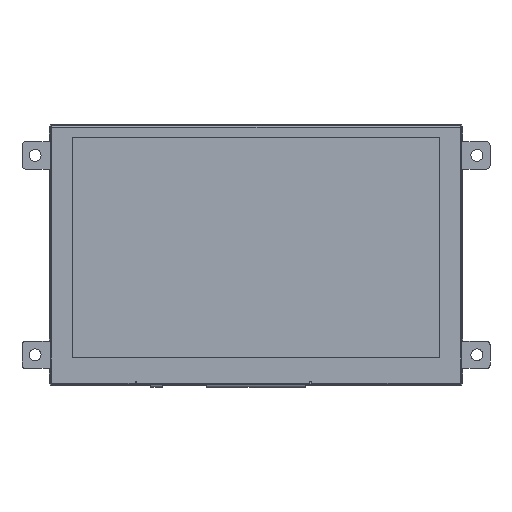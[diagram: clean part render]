
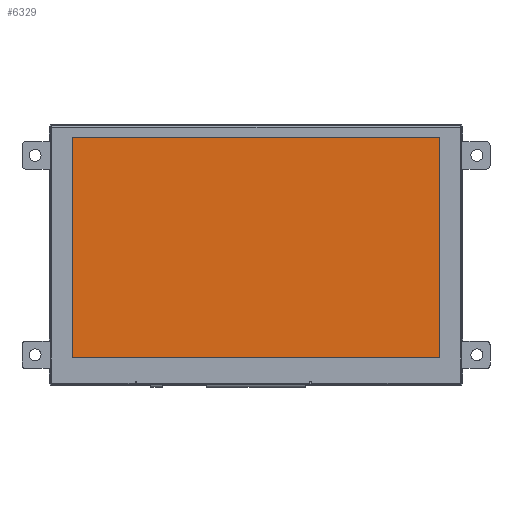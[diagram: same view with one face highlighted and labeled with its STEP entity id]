
A CAD part, top view. The second image highlights one B-rep face of the part: STEP entity #6329.
In plain terms, the highlighted planar face has unit normal (0, 0, 1).
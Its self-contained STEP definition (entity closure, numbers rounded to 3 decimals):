
#245=FACE_OUTER_BOUND('',#574,.T.);
#574=EDGE_LOOP('',(#4661,#4662,#4663,#4664));
#1120=LINE('',#9371,#1958);
#1123=LINE('',#9376,#1961);
#1125=LINE('',#9380,#1963);
#1126=LINE('',#9382,#1964);
#1958=VECTOR('',#7648,10.);
#1961=VECTOR('',#7653,10.);
#1963=VECTOR('',#7657,10.);
#1964=VECTOR('',#7660,10.);
#2755=VERTEX_POINT('',#9368);
#2756=VERTEX_POINT('',#9370);
#2757=VERTEX_POINT('',#9374);
#2758=VERTEX_POINT('',#9378);
#3462=EDGE_CURVE('',#2755,#2756,#1120,.T.);
#3465=EDGE_CURVE('',#2757,#2755,#1123,.T.);
#3467=EDGE_CURVE('',#2758,#2757,#1125,.T.);
#3468=EDGE_CURVE('',#2756,#2758,#1126,.T.);
#4661=ORIENTED_EDGE('',*,*,#3468,.F.);
#4662=ORIENTED_EDGE('',*,*,#3462,.F.);
#4663=ORIENTED_EDGE('',*,*,#3465,.F.);
#4664=ORIENTED_EDGE('',*,*,#3467,.F.);
#6031=PLANE('',#6840);
#6329=ADVANCED_FACE('',(#245),#6031,.F.);
#6840=AXIS2_PLACEMENT_3D('',#9383,#7661,#7662);
#7648=DIRECTION('',(0.,1.,0.));
#7653=DIRECTION('',(-1.,0.,0.));
#7657=DIRECTION('',(0.,-1.,0.));
#7660=DIRECTION('',(1.,0.,0.));
#7661=DIRECTION('center_axis',(0.,0.,-1.));
#7662=DIRECTION('ref_axis',(-1.,0.,0.));
#9368=CARTESIAN_POINT('',(6.957,8.386,2.75));
#9370=CARTESIAN_POINT('',(6.957,73.186,2.75));
#9371=CARTESIAN_POINT('',(6.957,8.386,2.75));
#9374=CARTESIAN_POINT('',(114.957,8.386,2.75));
#9376=CARTESIAN_POINT('',(114.957,8.386,2.75));
#9378=CARTESIAN_POINT('',(114.957,73.186,2.75));
#9380=CARTESIAN_POINT('',(114.957,73.186,2.75));
#9382=CARTESIAN_POINT('',(6.957,73.186,2.75));
#9383=CARTESIAN_POINT('Origin',(60.957,40.786,2.75));
